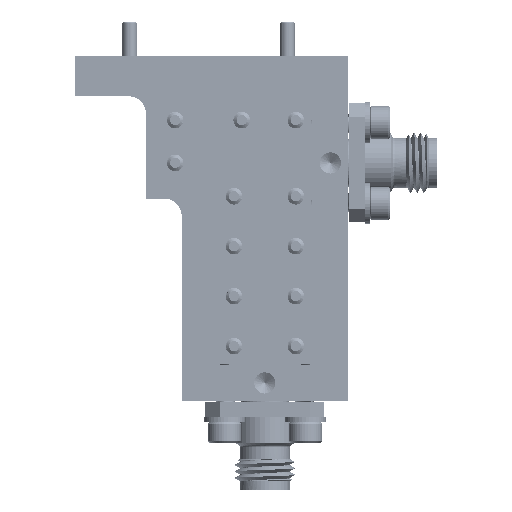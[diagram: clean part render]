
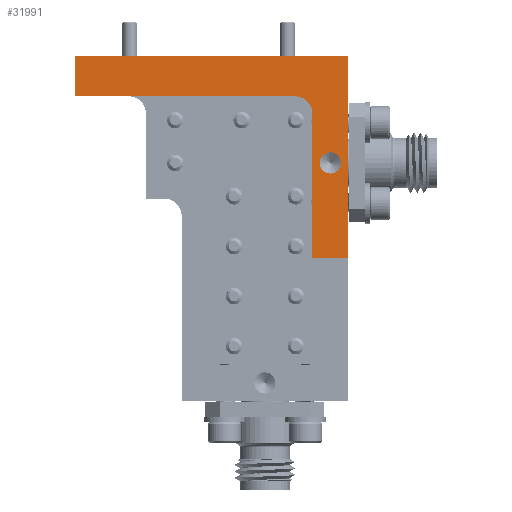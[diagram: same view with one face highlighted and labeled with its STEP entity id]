
A CAD part, front view. The second image highlights one B-rep face of the part: STEP entity #31991.
In plain terms, the highlighted planar face has unit normal (0, -1, 0).
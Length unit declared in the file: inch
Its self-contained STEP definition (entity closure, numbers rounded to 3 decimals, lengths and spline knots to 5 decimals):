
#1026 = PLANE ( 'NONE',  #47563 ) ;
#1671 = FACE_BOUND ( 'NONE', #32598, .T. ) ;
#2498 = CARTESIAN_POINT ( 'NONE',  ( -0.075, -1.126, -0.45 ) ) ;
#2940 = AXIS2_PLACEMENT_3D ( 'NONE', #5442, #12653, #24920 ) ;
#4101 = DIRECTION ( 'NONE',  ( 0., 0., 1. ) ) ;
#4280 = EDGE_CURVE ( 'NONE', #88856, #46485, #27112, .T. ) ;
#4747 = VERTEX_POINT ( 'NONE', #85553 ) ;
#5442 = CARTESIAN_POINT ( 'NONE',  ( -0.075, -1.126, -0.45 ) ) ;
#9740 = EDGE_CURVE ( 'NONE', #14859, #22284, #64003, .T. ) ;
#12434 = ORIENTED_EDGE ( 'NONE', *, *, #72248, .F. ) ;
#12653 = DIRECTION ( 'NONE',  ( 0., -1., 0. ) ) ;
#13716 = CARTESIAN_POINT ( 'NONE',  ( -0.15, -1.126, -0.2425 ) ) ;
#14859 = VERTEX_POINT ( 'NONE', #55131 ) ;
#15531 = LINE ( 'NONE', #69449, #59651 ) ;
#15877 = CARTESIAN_POINT ( 'NONE',  ( 0., -1.126, -1.45 ) ) ;
#16350 = EDGE_CURVE ( 'NONE', #4747, #79475, #80407, .T. ) ;
#19829 = CARTESIAN_POINT ( 'NONE',  ( -0.15, -1.126, -0.17 ) ) ;
#21103 = CARTESIAN_POINT ( 'NONE',  ( -0.075, -1.126, -0.4055 ) ) ;
#22076 = CARTESIAN_POINT ( 'NONE',  ( 0., -1.126, -1.45 ) ) ;
#22284 = VERTEX_POINT ( 'NONE', #43277 ) ;
#22994 = DIRECTION ( 'NONE',  ( 0., 0., -1. ) ) ;
#24920 = DIRECTION ( 'NONE',  ( 0., 0., -1. ) ) ;
#27112 = LINE ( 'NONE', #19829, #66965 ) ;
#27853 = CARTESIAN_POINT ( 'NONE',  ( -1.15, -1.126, -0.17 ) ) ;
#28141 = DIRECTION ( 'NONE',  ( -1., 0., 0. ) ) ;
#29190 = EDGE_CURVE ( 'NONE', #52147, #14859, #80690, .T. ) ;
#29831 = CIRCLE ( 'NONE', #86436, 0.0725 ) ;
#30172 = CIRCLE ( 'NONE', #53281, 0.0445 ) ;
#30681 = CARTESIAN_POINT ( 'NONE',  ( -0.2225, -1.126, -0.17 ) ) ;
#31696 = DIRECTION ( 'NONE',  ( 1., 0., 0. ) ) ;
#31991 = ADVANCED_FACE ( 'NONE', ( #1671, #71744 ), #1026, .F. ) ;
#32598 = EDGE_LOOP ( 'NONE', ( #60874, #12434 ) ) ;
#33053 = EDGE_CURVE ( 'NONE', #22284, #59834, #51226, .T. ) ;
#33577 = ORIENTED_EDGE ( 'NONE', *, *, #51184, .T. ) ;
#36096 = VECTOR ( 'NONE', #63459, 39.37008 ) ;
#41672 = DIRECTION ( 'NONE',  ( -1., 0., 0. ) ) ;
#43277 = CARTESIAN_POINT ( 'NONE',  ( 0., -1.126, 0. ) ) ;
#44241 = ORIENTED_EDGE ( 'NONE', *, *, #4280, .F. ) ;
#46485 = VERTEX_POINT ( 'NONE', #13716 ) ;
#47563 = AXIS2_PLACEMENT_3D ( 'NONE', #22076, #70592, #77147 ) ;
#47826 = CARTESIAN_POINT ( 'NONE',  ( -0.15, -1.126, -0.85 ) ) ;
#48202 = EDGE_CURVE ( 'NONE', #59834, #88856, #56079, .T. ) ;
#48812 = EDGE_LOOP ( 'NONE', ( #60764, #82064, #33577, #44241, #51189, #67236, #52589 ) ) ;
#51184 = EDGE_CURVE ( 'NONE', #52676, #46485, #29831, .T. ) ;
#51189 = ORIENTED_EDGE ( 'NONE', *, *, #48202, .F. ) ;
#51226 = LINE ( 'NONE', #15877, #36096 ) ;
#52147 = VERTEX_POINT ( 'NONE', #27853 ) ;
#52589 = ORIENTED_EDGE ( 'NONE', *, *, #9740, .F. ) ;
#52676 = VERTEX_POINT ( 'NONE', #30681 ) ;
#52753 = CARTESIAN_POINT ( 'NONE',  ( -1.15, -1.126, 0. ) ) ;
#53281 = AXIS2_PLACEMENT_3D ( 'NONE', #2498, #64248, #22994 ) ;
#55131 = CARTESIAN_POINT ( 'NONE',  ( -1.15, -1.126, 0. ) ) ;
#56079 = LINE ( 'NONE', #76634, #83057 ) ;
#56233 = CARTESIAN_POINT ( 'NONE',  ( 0., -1.126, -0.85 ) ) ;
#56984 = DIRECTION ( 'NONE',  ( 0., 1., 0. ) ) ;
#59651 = VECTOR ( 'NONE', #28141, 39.37008 ) ;
#59834 = VERTEX_POINT ( 'NONE', #56233 ) ;
#60764 = ORIENTED_EDGE ( 'NONE', *, *, #29190, .F. ) ;
#60874 = ORIENTED_EDGE ( 'NONE', *, *, #16350, .F. ) ;
#62421 = VECTOR ( 'NONE', #4101, 39.37008 ) ;
#63459 = DIRECTION ( 'NONE',  ( 0., 0., -1. ) ) ;
#64003 = LINE ( 'NONE', #52753, #86694 ) ;
#64248 = DIRECTION ( 'NONE',  ( 0., -1., 0. ) ) ;
#64834 = DIRECTION ( 'NONE',  ( 0., 0., 1. ) ) ;
#66965 = VECTOR ( 'NONE', #68952, 39.37008 ) ;
#67236 = ORIENTED_EDGE ( 'NONE', *, *, #33053, .F. ) ;
#68952 = DIRECTION ( 'NONE',  ( 0., 0., 1. ) ) ;
#69449 = CARTESIAN_POINT ( 'NONE',  ( -1.15, -1.126, -0.17 ) ) ;
#70592 = DIRECTION ( 'NONE',  ( 0., 1., 0. ) ) ;
#71744 = FACE_OUTER_BOUND ( 'NONE', #48812, .T. ) ;
#72248 = EDGE_CURVE ( 'NONE', #79475, #4747, #30172, .T. ) ;
#73926 = CARTESIAN_POINT ( 'NONE',  ( -1.15, -1.126, -0.6 ) ) ;
#76634 = CARTESIAN_POINT ( 'NONE',  ( 0., -1.126, -0.85 ) ) ;
#77139 = CARTESIAN_POINT ( 'NONE',  ( -0.2225, -1.126, -0.2425 ) ) ;
#77147 = DIRECTION ( 'NONE',  ( 0., 0., 1. ) ) ;
#79475 = VERTEX_POINT ( 'NONE', #21103 ) ;
#80407 = CIRCLE ( 'NONE', #2940, 0.0445 ) ;
#80690 = LINE ( 'NONE', #73926, #62421 ) ;
#81365 = EDGE_CURVE ( 'NONE', #52676, #52147, #15531, .T. ) ;
#82064 = ORIENTED_EDGE ( 'NONE', *, *, #81365, .F. ) ;
#83057 = VECTOR ( 'NONE', #41672, 39.37008 ) ;
#85553 = CARTESIAN_POINT ( 'NONE',  ( -0.075, -1.126, -0.4945 ) ) ;
#86436 = AXIS2_PLACEMENT_3D ( 'NONE', #77139, #56984, #64834 ) ;
#86694 = VECTOR ( 'NONE', #31696, 39.37008 ) ;
#88856 = VERTEX_POINT ( 'NONE', #47826 ) ;
